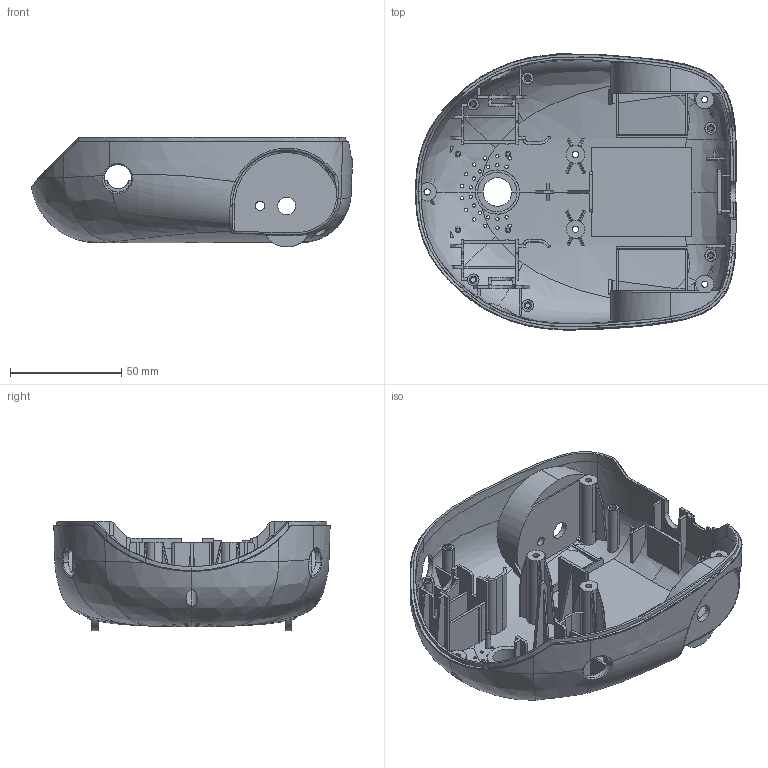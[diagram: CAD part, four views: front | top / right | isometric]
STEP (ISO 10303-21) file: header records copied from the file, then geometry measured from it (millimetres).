
FILE_DESCRIPTION(('CATIA V5 STEP Exchange'),'2;1');
FILE_NAME('BOM_fromPonderson20170513.stp','2017-05-31T14:59:05+00:00',('none'),('none'),'CATIA Version 5-6 Release 2014','CATIA V5 STEP AP203','none');
FILE_SCHEMA(('CONFIG_CONTROL_DESIGN'));
Products named in the file (1): BOM
Bounding box: 144.58 x 124.37 x 49.51 mm (x, y, z)
Volume: 91613.8 mm3; surface area: 88917.4 mm2
Topology: 1 solids, 1 shells, 941 faces, 2570 edges, 1647 vertices
Faces by surface type: plane 410, cylinder 281, bspline 127, extrusion 67, torus 30, cone 19, sphere 7
Entity records: 48851 total; most frequent: CARTESIAN_POINT 27824, ORIENTED_EDGE 5140, DIRECTION 2896, EDGE_CURVE 2570, VERTEX_POINT 1647, B_SPLINE_CURVE_WITH_KNOTS 1300, VECTOR 1116, LINE 1049
